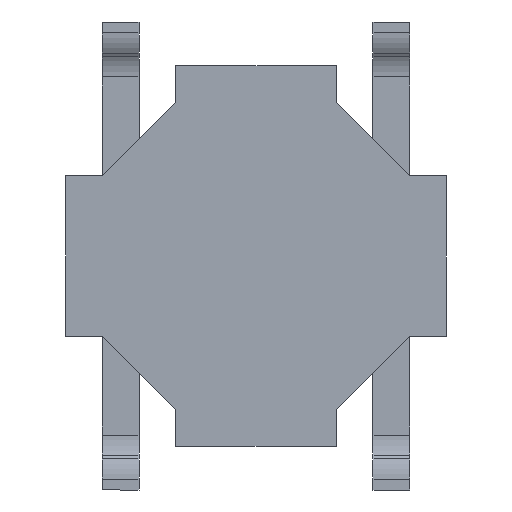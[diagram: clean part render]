
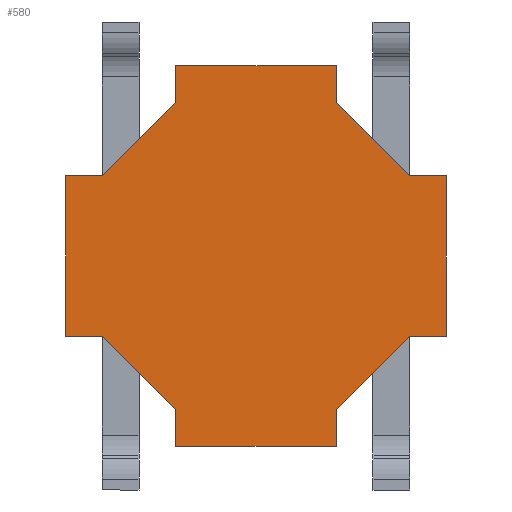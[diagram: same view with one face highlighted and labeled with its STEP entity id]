
A CAD part, front view. The second image highlights one B-rep face of the part: STEP entity #580.
In plain terms, the highlighted planar face has unit normal (0, -1, 0).
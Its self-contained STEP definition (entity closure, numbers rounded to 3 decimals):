
#1 = ORIENTED_EDGE ( 'NONE', *, *, #2227, .F. ) ;
#22 = VECTOR ( 'NONE', #2554, 1000. ) ;
#86 = CARTESIAN_POINT ( 'NONE',  ( -1.1, 0., -2.1 ) ) ;
#167 = CARTESIAN_POINT ( 'NONE',  ( 2.1, 0., 1.1 ) ) ;
#170 = VECTOR ( 'NONE', #2764, 1000. ) ;
#190 = EDGE_CURVE ( 'NONE', #726, #3631, #3938, .T. ) ;
#198 = CARTESIAN_POINT ( 'NONE',  ( -1.6, 0., 1.6 ) ) ;
#227 = CARTESIAN_POINT ( 'NONE',  ( 1.1, 0., 2.1 ) ) ;
#262 = ORIENTED_EDGE ( 'NONE', *, *, #3263, .F. ) ;
#287 = CARTESIAN_POINT ( 'NONE',  ( -2.6, 0., 1.1 ) ) ;
#296 = ORIENTED_EDGE ( 'NONE', *, *, #2786, .F. ) ;
#320 = CARTESIAN_POINT ( 'NONE',  ( 0., 0., 0. ) ) ;
#374 = CARTESIAN_POINT ( 'NONE',  ( 2.6, 0., -1.1 ) ) ;
#414 = CARTESIAN_POINT ( 'NONE',  ( -1.1, 0., -2.6 ) ) ;
#580 = ADVANCED_FACE ( 'NONE', ( #3545 ), #2254, .F. ) ;
#606 = CARTESIAN_POINT ( 'NONE',  ( -2.1, 0., 1.1 ) ) ;
#622 = VERTEX_POINT ( 'NONE', #2615 ) ;
#628 = VECTOR ( 'NONE', #3555, 1000. ) ;
#638 = EDGE_CURVE ( 'NONE', #3579, #4145, #1850, .T. ) ;
#650 = DIRECTION ( 'NONE',  ( 0., 0., 1. ) ) ;
#726 = VERTEX_POINT ( 'NONE', #1999 ) ;
#777 = EDGE_CURVE ( 'NONE', #2241, #622, #1191, .T. ) ;
#817 = LINE ( 'NONE', #198, #1572 ) ;
#884 = LINE ( 'NONE', #936, #22 ) ;
#917 = CARTESIAN_POINT ( 'NONE',  ( 2.1, 0., -1.1 ) ) ;
#936 = CARTESIAN_POINT ( 'NONE',  ( 2.6, 0., -2.6 ) ) ;
#997 = CARTESIAN_POINT ( 'NONE',  ( 1.1, 0., 2.1 ) ) ;
#1049 = EDGE_CURVE ( 'NONE', #4154, #3187, #1880, .T. ) ;
#1083 = ORIENTED_EDGE ( 'NONE', *, *, #3402, .F. ) ;
#1133 = CARTESIAN_POINT ( 'NONE',  ( 1.6, 0., -1.6 ) ) ;
#1191 = LINE ( 'NONE', #414, #1950 ) ;
#1240 = LINE ( 'NONE', #86, #3731 ) ;
#1255 = EDGE_CURVE ( 'NONE', #2384, #1875, #1633, .T. ) ;
#1298 = DIRECTION ( 'NONE',  ( 0., 0., -1. ) ) ;
#1319 = LINE ( 'NONE', #3366, #3805 ) ;
#1320 = LINE ( 'NONE', #1133, #2166 ) ;
#1389 = CARTESIAN_POINT ( 'NONE',  ( -2.1, 0., -1.1 ) ) ;
#1503 = CARTESIAN_POINT ( 'NONE',  ( -1.1, 0., 2.1 ) ) ;
#1518 = LINE ( 'NONE', #2248, #2154 ) ;
#1523 = ORIENTED_EDGE ( 'NONE', *, *, #4108, .F. ) ;
#1534 = ORIENTED_EDGE ( 'NONE', *, *, #1643, .F. ) ;
#1544 = CARTESIAN_POINT ( 'NONE',  ( 1.1, 0., -2.1 ) ) ;
#1572 = VECTOR ( 'NONE', #4080, 1000. ) ;
#1618 = CARTESIAN_POINT ( 'NONE',  ( -1.1, 0., 2.6 ) ) ;
#1633 = LINE ( 'NONE', #3326, #2484 ) ;
#1643 = EDGE_CURVE ( 'NONE', #3221, #1886, #1827, .T. ) ;
#1692 = DIRECTION ( 'NONE',  ( 0., 0., 1. ) ) ;
#1693 = ORIENTED_EDGE ( 'NONE', *, *, #638, .F. ) ;
#1694 = ORIENTED_EDGE ( 'NONE', *, *, #3813, .F. ) ;
#1708 = DIRECTION ( 'NONE',  ( -0.707, 0., 0.707 ) ) ;
#1785 = EDGE_CURVE ( 'NONE', #3631, #2739, #2529, .T. ) ;
#1827 = LINE ( 'NONE', #2763, #2582 ) ;
#1850 = LINE ( 'NONE', #1959, #3097 ) ;
#1875 = VERTEX_POINT ( 'NONE', #917 ) ;
#1880 = LINE ( 'NONE', #167, #170 ) ;
#1886 = VERTEX_POINT ( 'NONE', #2860 ) ;
#1950 = VECTOR ( 'NONE', #2679, 1000. ) ;
#1959 = CARTESIAN_POINT ( 'NONE',  ( 1.6, 0., 1.6 ) ) ;
#1999 = CARTESIAN_POINT ( 'NONE',  ( -1.1, 0., -2.1 ) ) ;
#2072 = ORIENTED_EDGE ( 'NONE', *, *, #1785, .F. ) ;
#2107 = ORIENTED_EDGE ( 'NONE', *, *, #2637, .F. ) ;
#2123 = CARTESIAN_POINT ( 'NONE',  ( -2.6, 0., -1.1 ) ) ;
#2136 = EDGE_CURVE ( 'NONE', #622, #726, #1240, .T. ) ;
#2153 = VECTOR ( 'NONE', #3296, 1000. ) ;
#2154 = VECTOR ( 'NONE', #1298, 1000. ) ;
#2166 = VECTOR ( 'NONE', #3098, 1000. ) ;
#2167 = VERTEX_POINT ( 'NONE', #1544 ) ;
#2204 = AXIS2_PLACEMENT_3D ( 'NONE', #320, #2580, #650 ) ;
#2227 = EDGE_CURVE ( 'NONE', #2390, #2384, #884, .T. ) ;
#2241 = VERTEX_POINT ( 'NONE', #3246 ) ;
#2248 = CARTESIAN_POINT ( 'NONE',  ( 1.1, 0., -2.6 ) ) ;
#2254 = PLANE ( 'NONE',  #2204 ) ;
#2291 = LINE ( 'NONE', #2505, #3089 ) ;
#2384 = VERTEX_POINT ( 'NONE', #374 ) ;
#2390 = VERTEX_POINT ( 'NONE', #3004 ) ;
#2429 = VECTOR ( 'NONE', #3155, 1000. ) ;
#2484 = VECTOR ( 'NONE', #3958, 1000. ) ;
#2505 = CARTESIAN_POINT ( 'NONE',  ( 2.1, 0., 1.1 ) ) ;
#2529 = LINE ( 'NONE', #4102, #2429 ) ;
#2538 = CARTESIAN_POINT ( 'NONE',  ( -2.1, 0., -1.1 ) ) ;
#2550 = CARTESIAN_POINT ( 'NONE',  ( -1.1, 0., 2.6 ) ) ;
#2554 = DIRECTION ( 'NONE',  ( 0., 0., -1. ) ) ;
#2580 = DIRECTION ( 'NONE',  ( 0., 1., 0. ) ) ;
#2582 = VECTOR ( 'NONE', #3106, 1000. ) ;
#2615 = CARTESIAN_POINT ( 'NONE',  ( -1.1, 0., -2.6 ) ) ;
#2622 = ORIENTED_EDGE ( 'NONE', *, *, #2136, .F. ) ;
#2637 = EDGE_CURVE ( 'NONE', #1875, #2167, #1320, .T. ) ;
#2679 = DIRECTION ( 'NONE',  ( -1., 0., 0. ) ) ;
#2700 = ORIENTED_EDGE ( 'NONE', *, *, #190, .F. ) ;
#2739 = VERTEX_POINT ( 'NONE', #2123 ) ;
#2763 = CARTESIAN_POINT ( 'NONE',  ( 1.1, 0., 2.6 ) ) ;
#2764 = DIRECTION ( 'NONE',  ( 1., 0., 0. ) ) ;
#2786 = EDGE_CURVE ( 'NONE', #3187, #3952, #817, .T. ) ;
#2836 = ORIENTED_EDGE ( 'NONE', *, *, #1049, .F. ) ;
#2848 = DIRECTION ( 'NONE',  ( 1., 0., 0. ) ) ;
#2860 = CARTESIAN_POINT ( 'NONE',  ( 1.1, 0., 2.6 ) ) ;
#2900 = ORIENTED_EDGE ( 'NONE', *, *, #777, .F. ) ;
#2993 = VECTOR ( 'NONE', #1708, 1000. ) ;
#3004 = CARTESIAN_POINT ( 'NONE',  ( 2.6, 0., 1.1 ) ) ;
#3089 = VECTOR ( 'NONE', #2848, 1000. ) ;
#3097 = VECTOR ( 'NONE', #3302, 1000. ) ;
#3098 = DIRECTION ( 'NONE',  ( -0.707, 0., -0.707 ) ) ;
#3106 = DIRECTION ( 'NONE',  ( 1., 0., 0. ) ) ;
#3155 = DIRECTION ( 'NONE',  ( -1., 0., 0. ) ) ;
#3187 = VERTEX_POINT ( 'NONE', #606 ) ;
#3220 = EDGE_LOOP ( 'NONE', ( #2836, #1083, #2072, #2700, #2622, #2900, #1694, #2107, #3591, #1, #1523, #1693, #262, #1534, #3844, #296 ) ) ;
#3221 = VERTEX_POINT ( 'NONE', #1618 ) ;
#3235 = LINE ( 'NONE', #2550, #628 ) ;
#3246 = CARTESIAN_POINT ( 'NONE',  ( 1.1, 0., -2.6 ) ) ;
#3263 = EDGE_CURVE ( 'NONE', #1886, #3579, #3895, .T. ) ;
#3296 = DIRECTION ( 'NONE',  ( 0., 0., -1. ) ) ;
#3302 = DIRECTION ( 'NONE',  ( 0.707, 0., -0.707 ) ) ;
#3326 = CARTESIAN_POINT ( 'NONE',  ( -2.1, 0., -1.1 ) ) ;
#3366 = CARTESIAN_POINT ( 'NONE',  ( -2.6, 0., -2.6 ) ) ;
#3402 = EDGE_CURVE ( 'NONE', #2739, #4154, #1319, .T. ) ;
#3545 = FACE_OUTER_BOUND ( 'NONE', #3220, .T. ) ;
#3555 = DIRECTION ( 'NONE',  ( 0., 0., 1. ) ) ;
#3579 = VERTEX_POINT ( 'NONE', #227 ) ;
#3591 = ORIENTED_EDGE ( 'NONE', *, *, #1255, .F. ) ;
#3631 = VERTEX_POINT ( 'NONE', #2538 ) ;
#3687 = DIRECTION ( 'NONE',  ( 0., 0., 1. ) ) ;
#3731 = VECTOR ( 'NONE', #1692, 1000. ) ;
#3805 = VECTOR ( 'NONE', #3687, 1000. ) ;
#3813 = EDGE_CURVE ( 'NONE', #2167, #2241, #1518, .T. ) ;
#3844 = ORIENTED_EDGE ( 'NONE', *, *, #4157, .F. ) ;
#3895 = LINE ( 'NONE', #997, #2153 ) ;
#3938 = LINE ( 'NONE', #1389, #2993 ) ;
#3952 = VERTEX_POINT ( 'NONE', #1503 ) ;
#3958 = DIRECTION ( 'NONE',  ( -1., 0., 0. ) ) ;
#4080 = DIRECTION ( 'NONE',  ( 0.707, 0., 0.707 ) ) ;
#4102 = CARTESIAN_POINT ( 'NONE',  ( -2.1, 0., -1.1 ) ) ;
#4108 = EDGE_CURVE ( 'NONE', #4145, #2390, #2291, .T. ) ;
#4143 = CARTESIAN_POINT ( 'NONE',  ( 2.1, 0., 1.1 ) ) ;
#4145 = VERTEX_POINT ( 'NONE', #4143 ) ;
#4154 = VERTEX_POINT ( 'NONE', #287 ) ;
#4157 = EDGE_CURVE ( 'NONE', #3952, #3221, #3235, .T. ) ;
